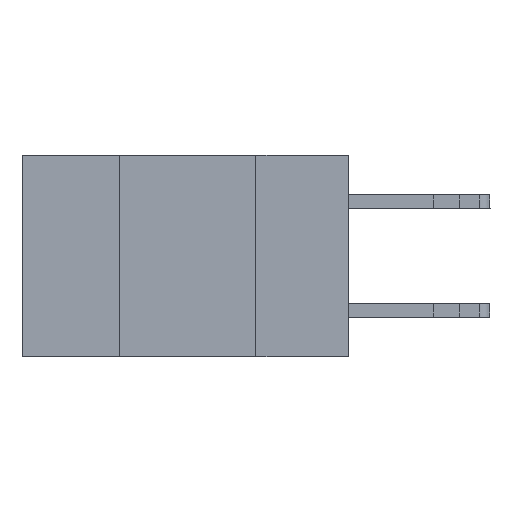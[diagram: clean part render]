
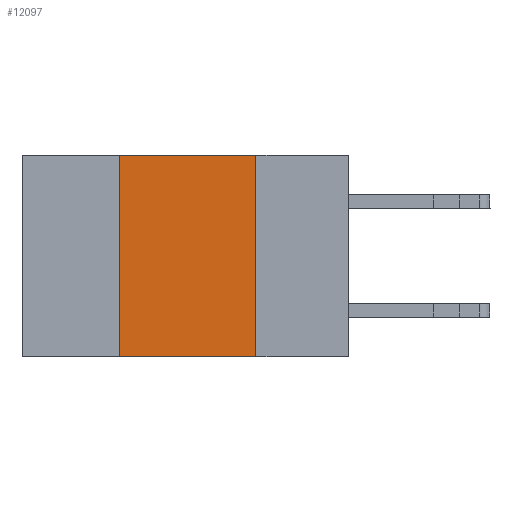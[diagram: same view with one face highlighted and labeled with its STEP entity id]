
A CAD part, left-side view. The second image highlights one B-rep face of the part: STEP entity #12097.
In plain terms, the highlighted planar face has unit normal (-1, 0, 0).
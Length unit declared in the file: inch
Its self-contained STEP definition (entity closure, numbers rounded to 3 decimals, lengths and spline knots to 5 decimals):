
#344 = VECTOR ( 'NONE', #11603, 39.37008 ) ;
#1680 = LINE ( 'NONE', #8592, #20816 ) ;
#1810 = VERTEX_POINT ( 'NONE', #4707 ) ;
#3198 = DIRECTION ( 'NONE',  ( 0., 0., -1. ) ) ;
#3412 = CARTESIAN_POINT ( 'NONE',  ( 0., 0.42, -0.37 ) ) ;
#3659 = DIRECTION ( 'NONE',  ( 1., 0., 0. ) ) ;
#4318 = AXIS2_PLACEMENT_3D ( 'NONE', #21054, #3659, #6736 ) ;
#4617 = CARTESIAN_POINT ( 'NONE',  ( 0., 0.6, -0.37 ) ) ;
#4707 = CARTESIAN_POINT ( 'NONE',  ( 0., 0.17, -0.37 ) ) ;
#4986 = EDGE_CURVE ( 'NONE', #16601, #16727, #19020, .T. ) ;
#5850 = EDGE_CURVE ( 'NONE', #12079, #1810, #13332, .T. ) ;
#6736 = DIRECTION ( 'NONE',  ( 0., 0., -1. ) ) ;
#7331 = ORIENTED_EDGE ( 'NONE', *, *, #5850, .T. ) ;
#7658 = VECTOR ( 'NONE', #17303, 39.37008 ) ;
#8482 = CARTESIAN_POINT ( 'NONE',  ( 0., 0.17, -0.37 ) ) ;
#8592 = CARTESIAN_POINT ( 'NONE',  ( 0., 0.42, -0.37 ) ) ;
#9473 = VECTOR ( 'NONE', #3198, 39.37008 ) ;
#9512 = ORIENTED_EDGE ( 'NONE', *, *, #14790, .F. ) ;
#11603 = DIRECTION ( 'NONE',  ( 0., -1., 0. ) ) ;
#11692 = CARTESIAN_POINT ( 'NONE',  ( 0., 0.6, 0. ) ) ;
#12079 = VERTEX_POINT ( 'NONE', #3412 ) ;
#12097 = ADVANCED_FACE ( 'NONE', ( #20938 ), #19225, .F. ) ;
#12241 = DIRECTION ( 'NONE',  ( 0., 0., 1. ) ) ;
#13332 = LINE ( 'NONE', #4617, #344 ) ;
#14705 = EDGE_CURVE ( 'NONE', #16727, #1810, #22344, .T. ) ;
#14790 = EDGE_CURVE ( 'NONE', #12079, #16601, #1680, .T. ) ;
#15859 = ORIENTED_EDGE ( 'NONE', *, *, #14705, .F. ) ;
#16222 = CARTESIAN_POINT ( 'NONE',  ( 0., 0.42, 0. ) ) ;
#16601 = VERTEX_POINT ( 'NONE', #16222 ) ;
#16727 = VERTEX_POINT ( 'NONE', #18291 ) ;
#17303 = DIRECTION ( 'NONE',  ( 0., -1., 0. ) ) ;
#18291 = CARTESIAN_POINT ( 'NONE',  ( 0., 0.17, 0. ) ) ;
#18433 = ORIENTED_EDGE ( 'NONE', *, *, #4986, .F. ) ;
#18579 = EDGE_LOOP ( 'NONE', ( #15859, #18433, #9512, #7331 ) ) ;
#19020 = LINE ( 'NONE', #11692, #7658 ) ;
#19225 = PLANE ( 'NONE',  #4318 ) ;
#20816 = VECTOR ( 'NONE', #12241, 39.37008 ) ;
#20938 = FACE_OUTER_BOUND ( 'NONE', #18579, .T. ) ;
#21054 = CARTESIAN_POINT ( 'NONE',  ( 0., 0.6, 0. ) ) ;
#22344 = LINE ( 'NONE', #8482, #9473 ) ;
